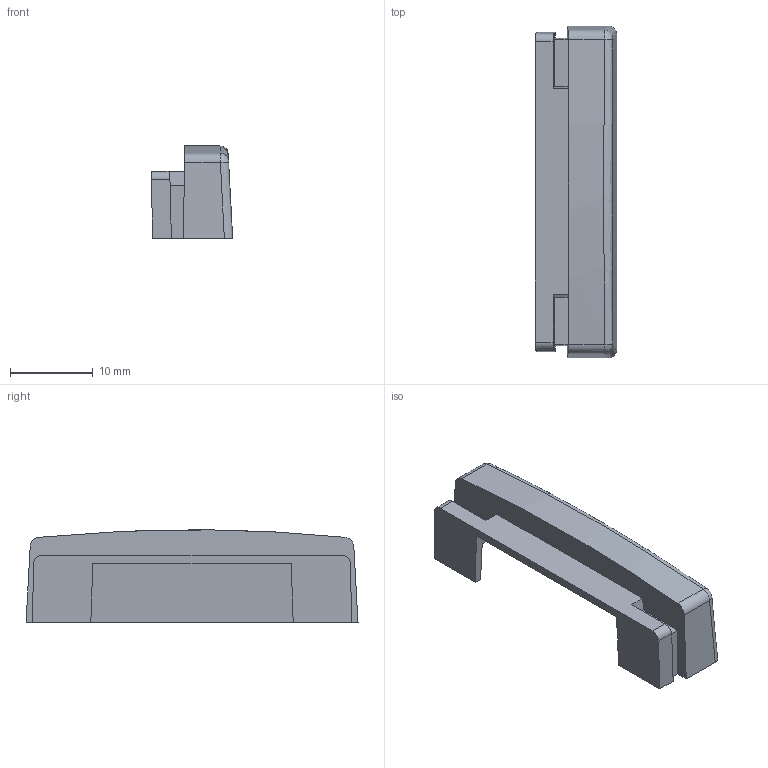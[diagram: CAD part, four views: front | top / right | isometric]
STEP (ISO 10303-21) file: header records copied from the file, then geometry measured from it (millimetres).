
FILE_DESCRIPTION((''),'2;1');
FILE_NAME('CACCC','2021-07-27T17:18:23',('Administrator'),(''),'CREO PARAMETRIC BY PTC INC, 2017110','CREO PARAMETRIC BY PTC INC, 2017110','');
FILE_SCHEMA(('CONFIG_CONTROL_DESIGN'));
Length unit declared in the file: millimetre
Products named in the file (1): CACCC
Bounding box: 9.8 x 40.04 x 11.15 mm (x, y, z)
Volume: 1216.5 mm3; surface area: 2287.4 mm2
Topology: 1 solids, 1 shells, 43 faces, 117 edges, 76 vertices
Faces by surface type: plane 28, cylinder 6, bspline 5, extrusion 4
Entity records: 1640 total; most frequent: CARTESIAN_POINT 589, ORIENTED_EDGE 234, DIRECTION 164, EDGE_CURVE 117, VECTOR 88, LINE 84, VERTEX_POINT 76, EDGE_LOOP 43
